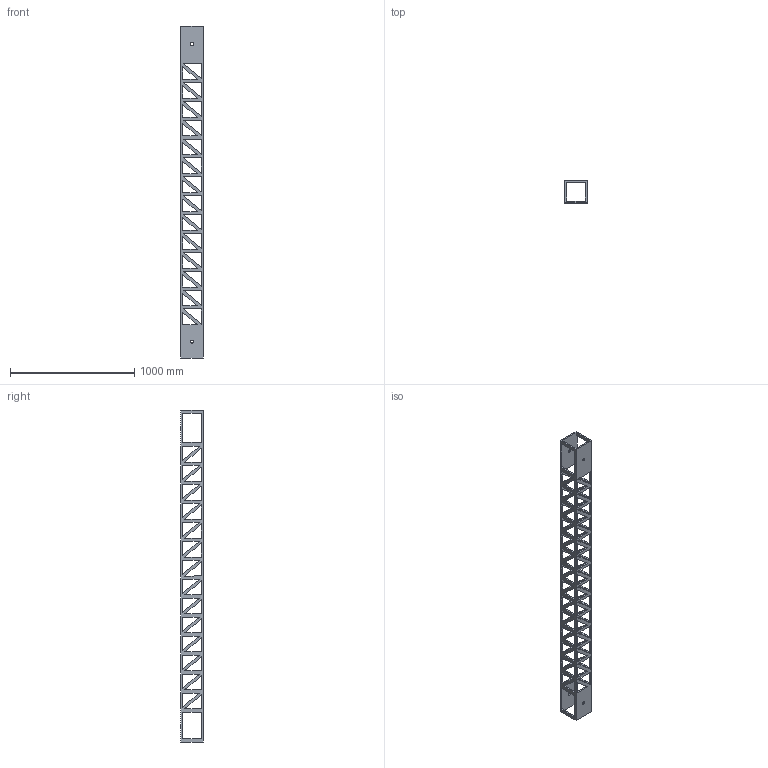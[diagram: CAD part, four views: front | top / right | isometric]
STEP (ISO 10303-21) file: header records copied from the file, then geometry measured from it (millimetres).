
FILE_DESCRIPTION (( 'STEP AP203' ), '1' );
FILE_NAME ('NewTruss_ver2_Default_sldprt.STEP', '2018-03-08T21:37:52', ( '' ), ( '' ), 'SwSTEP 2.0', 'SolidWorks 2017', '' );
FILE_SCHEMA (( 'CONFIG_CONTROL_DESIGN' ));
Length unit declared in the file: inch
Products named in the file (1): NewTruss_ver2_Default_sldprt
Bounding box: 177.8 x 177.8 x 2667 mm (x, y, z)
Volume: 9938001.9 mm3; surface area: 2220808.7 mm2
Topology: 1 solids, 1 shells, 263 faces, 1104 edges, 735 vertices
Faces by surface type: plane 255, cylinder 8
Entity records: 11673 total; most frequent: ORIENTED_EDGE 2208, CARTESIAN_POINT 2103, DIRECTION 1648, EDGE_CURVE 1104, VECTOR 1088, LINE 1088, VERTEX_POINT 735, EDGE_LOOP 397
